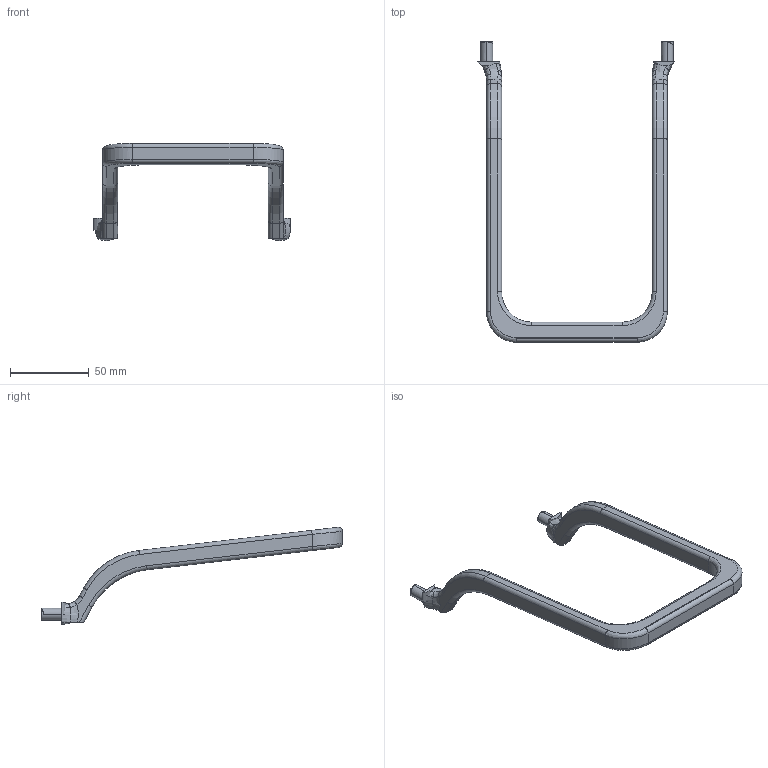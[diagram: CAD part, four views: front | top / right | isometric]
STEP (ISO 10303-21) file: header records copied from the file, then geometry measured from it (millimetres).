
FILE_DESCRIPTION (( 'STEP AP203' ), '1' );
FILE_NAME ('Drone Legs_Default_sldprt.STEP', '2025-07-23T03:04:15', ( '' ), ( '' ), 'SwSTEP 2.0', 'SolidWorks 2025', '' );
FILE_SCHEMA (( 'CONFIG_CONTROL_DESIGN' ));
Length unit declared in the file: inch
Products named in the file (1): Drone Legs_Default_sldprt
Bounding box: 124.54 x 190.26 x 61.6 mm (x, y, z)
Volume: 61243.8 mm3; surface area: 21273.6 mm2
Topology: 3 solids, 3 shells, 112 faces, 268 edges, 164 vertices
Faces by surface type: cylinder 42, bspline 38, plane 24, torus 8
Entity records: 5403 total; most frequent: CARTESIAN_POINT 3025, ORIENTED_EDGE 536, DIRECTION 406, EDGE_CURVE 268, VERTEX_POINT 164, AXIS2_PLACEMENT_3D 159, EDGE_LOOP 114, ADVANCED_FACE 112
